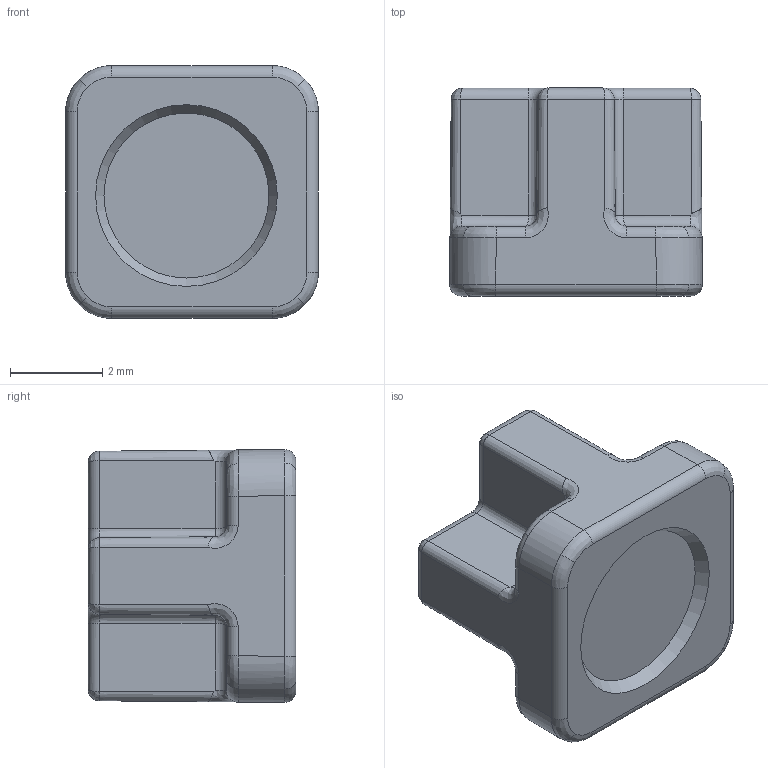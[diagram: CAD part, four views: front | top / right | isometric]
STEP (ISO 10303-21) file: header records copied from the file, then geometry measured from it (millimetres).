
FILE_DESCRIPTION(/* description */ (''),/* implementation_level */ '2;1');
FILE_NAME(/* name */ 'Plus Hotkey.step',/* time_stamp */ '2024-02-13T22:05:39+09:00',/* author */ (''),/* organization */ (''),/* preprocessor_version */ 'ST-DEVELOPER v20',/* originating_system */ 'Autodesk Translation Framework v12.20.1.177',/* authorisation */ '');
FILE_SCHEMA (('AUTOMOTIVE_DESIGN { 1 0 10303 214 3 1 1 }'));
Length unit declared in the file: millimetre
Products named in the file (1): Plus_Button_1
Bounding box: 5.47 x 4.5 x 5.47 mm (x, y, z)
Volume: 86.2 mm3; surface area: 143.8 mm2
Topology: 1 solids, 1 shells, 108 faces, 259 edges, 142 vertices
Faces by surface type: bspline 36, cylinder 36, plane 19, cone 13, torus 4
Entity records: 7248 total; most frequent: CARTESIAN_POINT 5005, ORIENTED_EDGE 494, DIRECTION 407, EDGE_CURVE 247, AXIS2_PLACEMENT_3D 155, VERTEX_POINT 142, EDGE_LOOP 109, FACE_OUTER_BOUND 108
